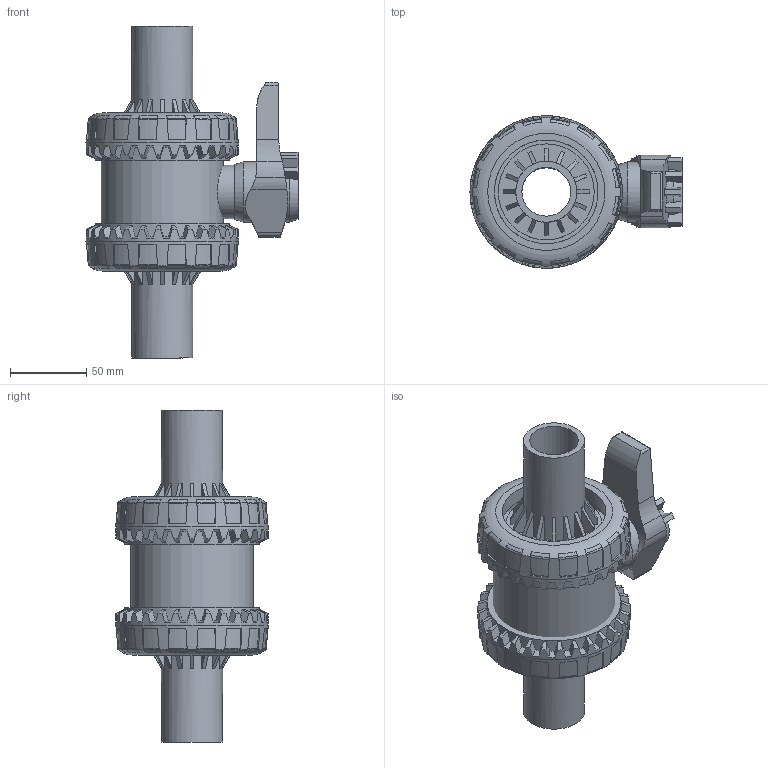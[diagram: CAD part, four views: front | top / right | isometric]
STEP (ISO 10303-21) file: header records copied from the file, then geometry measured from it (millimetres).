
FILE_DESCRIPTION(/* description */ (''),/* implementation_level */ '2;1');
FILE_NAME(/* name */ 'VEEBEV040E.iam.stp',/* time_stamp */ '2013-10-01T10:30:19+02:00',/* author */ ('bfaro'),/* organization */ (''),/* preprocessor_version */ 'ST-DEVELOPER v15.2',/* originating_system */ 'Autodesk Inventor 2014',/* authorisation */ '');
FILE_SCHEMA (('AUTOMOTIVE_DESIGN { 1 0 10303 214 3 1 1 }'));
Length unit declared in the file: millimetre
Products named in the file (6): CVDE11040; corpo valvola VEE 50; HSVEE040; NTVXE050V; Piastrina 40; VEEBEV040E
Bounding box: 138.96 x 100 x 217.6 mm (x, y, z)
Volume: 578503.4 mm3; surface area: 150598.5 mm2
Topology: 7 solids, 7 shells, 706 faces, 2038 edges, 1358 vertices
Faces by surface type: plane 415, cone 160, torus 68, cylinder 61, bspline 2
Full cylindrical faces by diameter (mm): 26.1 x2, 32 x2, 35 x1, 39.579 x1, 40 x2, 50 x1, 62.9 x2, 68 x2, 78.2 x2, 80 x1
Entity records: 14282 total; most frequent: CARTESIAN_POINT 3789, ORIENTED_EDGE 2314, DIRECTION 2154, EDGE_CURVE 1157, AXIS2_PLACEMENT_3D 898, VERTEX_POINT 780, EDGE_LOOP 447, ADVANCED_FACE 414
